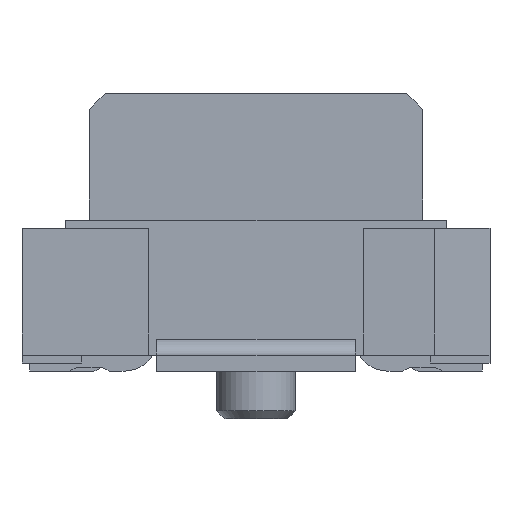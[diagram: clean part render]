
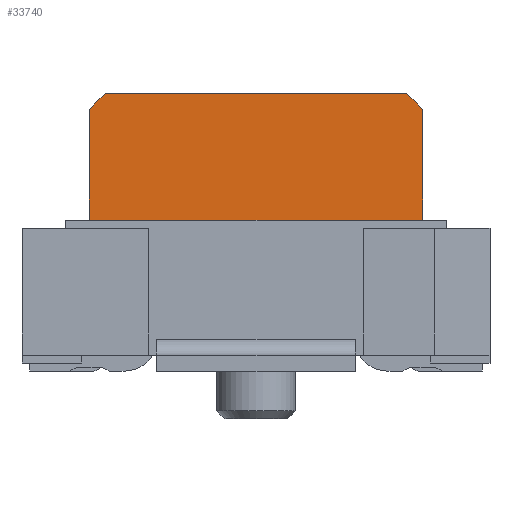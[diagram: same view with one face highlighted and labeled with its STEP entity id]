
A CAD part, front view. The second image highlights one B-rep face of the part: STEP entity #33740.
In plain terms, the highlighted planar face has unit normal (0, -1, 0).
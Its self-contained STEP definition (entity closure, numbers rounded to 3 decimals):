
#880=CARTESIAN_POINT('',(-1.451,-1.05,0.));
#890=DIRECTION('',(0.707,0.,-0.707));
#900=VECTOR('',#890,1.);
#910=LINE('',#880,#900);
#920=CARTESIAN_POINT('',(-3.259,-1.05,1.808));
#930=VERTEX_POINT('',#920);
#940=CARTESIAN_POINT('',(-3.159,-1.05,1.708));
#950=VERTEX_POINT('',#940);
#960=EDGE_CURVE('',#930,#950,#910,.T.);
#24430=CARTESIAN_POINT('',(0.541,-1.05,3.508));
#24440=VERTEX_POINT('',#24430);
#24590=CARTESIAN_POINT('',(0.741,-1.05,3.308));
#24600=VERTEX_POINT('',#24590);
#24630=CARTESIAN_POINT('',(4.049,-1.05,0.));
#24640=DIRECTION('',(0.707,0.,-0.707));
#24650=VECTOR('',#24640,1.);
#24660=LINE('',#24630,#24650);
#24670=EDGE_CURVE('',#24440,#24600,#24660,.T.);
#32930=CARTESIAN_POINT('',(0.741,-1.05,1.808));
#32940=DIRECTION('',(-0.,-1.,-0.));
#32950=DIRECTION('',(-1.,0.,0.));
#32960=AXIS2_PLACEMENT_3D('',#32930,#32940,#32950);
#32970=PLANE('',#32960);
#32980=CARTESIAN_POINT('',(-6.767,-1.05,0.));
#32990=DIRECTION('',(0.707,0.,0.707));
#33000=VECTOR('',#32990,1.);
#33010=LINE('',#32980,#33000);
#33020=CARTESIAN_POINT('',(-3.459,-1.05,3.308));
#33030=VERTEX_POINT('',#33020);
#33040=CARTESIAN_POINT('',(-3.259,-1.05,3.508));
#33050=VERTEX_POINT('',#33040);
#33060=EDGE_CURVE('',#33030,#33050,#33010,.T.);
#33070=ORIENTED_EDGE('',*,*,#33060,.F.);
#33080=CARTESIAN_POINT('',(0.,-1.05,3.508));
#33090=DIRECTION('',(1.,0.,0.));
#33100=VECTOR('',#33090,1.);
#33110=LINE('',#33080,#33100);
#33120=EDGE_CURVE('',#33050,#24440,#33110,.T.);
#33130=ORIENTED_EDGE('',*,*,#33120,.F.);
#33140=ORIENTED_EDGE('',*,*,#24670,.F.);
#33150=CARTESIAN_POINT('',(0.741,-1.05,0.));
#33160=DIRECTION('',(0.,0.,-1.));
#33170=VECTOR('',#33160,1.);
#33180=LINE('',#33150,#33170);
#33190=CARTESIAN_POINT('',(0.741,-1.05,1.808));
#33200=VERTEX_POINT('',#33190);
#33210=EDGE_CURVE('',#24600,#33200,#33180,.T.);
#33220=ORIENTED_EDGE('',*,*,#33210,.F.);
#33230=CARTESIAN_POINT('',(0.,-1.05,1.808));
#33240=DIRECTION('',(1.,0.,0.));
#33250=VECTOR('',#33240,1.);
#33260=LINE('',#33230,#33250);
#33270=CARTESIAN_POINT('',(0.541,-1.05,1.808));
#33280=VERTEX_POINT('',#33270);
#33290=EDGE_CURVE('',#33280,#33200,#33260,.T.);
#33300=ORIENTED_EDGE('',*,*,#33290,.T.);
#33310=CARTESIAN_POINT('',(-1.267,-1.05,0.));
#33320=DIRECTION('',(0.707,0.,0.707));
#33330=VECTOR('',#33320,1.);
#33340=LINE('',#33310,#33330);
#33350=CARTESIAN_POINT('',(0.441,-1.05,1.708));
#33360=VERTEX_POINT('',#33350);
#33370=EDGE_CURVE('',#33360,#33280,#33340,.T.);
#33380=ORIENTED_EDGE('',*,*,#33370,.T.);
#33390=CARTESIAN_POINT('',(0.441,-1.05,0.));
#33400=DIRECTION('',(0.,0.,-1.));
#33410=VECTOR('',#33400,1.);
#33420=LINE('',#33390,#33410);
#33430=CARTESIAN_POINT('',(0.441,-1.05,1.308));
#33440=VERTEX_POINT('',#33430);
#33450=EDGE_CURVE('',#33360,#33440,#33420,.T.);
#33460=ORIENTED_EDGE('',*,*,#33450,.F.);
#33470=CARTESIAN_POINT('',(0.,-1.05,1.308));
#33480=DIRECTION('',(1.,0.,0.));
#33490=VECTOR('',#33480,1.);
#33500=LINE('',#33470,#33490);
#33510=CARTESIAN_POINT('',(-3.159,-1.05,1.308));
#33520=VERTEX_POINT('',#33510);
#33530=EDGE_CURVE('',#33520,#33440,#33500,.T.);
#33540=ORIENTED_EDGE('',*,*,#33530,.T.);
#33550=CARTESIAN_POINT('',(-3.159,-1.05,0.));
#33560=DIRECTION('',(0.,0.,1.));
#33570=VECTOR('',#33560,1.);
#33580=LINE('',#33550,#33570);
#33590=EDGE_CURVE('',#33520,#950,#33580,.T.);
#33600=ORIENTED_EDGE('',*,*,#33590,.F.);
#33610=ORIENTED_EDGE('',*,*,#960,.T.);
#33620=CARTESIAN_POINT('',(-3.459,-1.05,1.808));
#33630=VERTEX_POINT('',#33620);
#33640=EDGE_CURVE('',#33630,#930,#33260,.T.);
#33650=ORIENTED_EDGE('',*,*,#33640,.T.);
#33660=CARTESIAN_POINT('',(-3.459,-1.05,0.));
#33670=DIRECTION('',(0.,0.,1.));
#33680=VECTOR('',#33670,1.);
#33690=LINE('',#33660,#33680);
#33700=EDGE_CURVE('',#33630,#33030,#33690,.T.);
#33710=ORIENTED_EDGE('',*,*,#33700,.F.);
#33720=EDGE_LOOP('',(#33710,#33650,#33610,#33600,#33540,#33460,#33380,
#33300,#33220,#33140,#33130,#33070));
#33730=FACE_OUTER_BOUND('',#33720,.T.);
#33740=ADVANCED_FACE('',(#33730),#32970,.T.);
